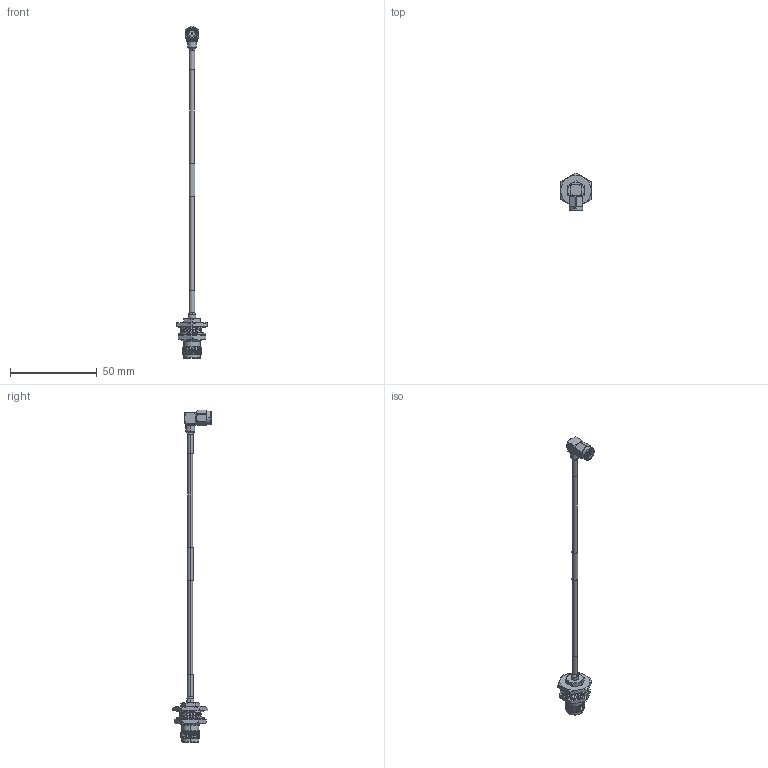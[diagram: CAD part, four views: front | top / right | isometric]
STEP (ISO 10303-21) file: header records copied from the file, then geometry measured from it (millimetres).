
FILE_DESCRIPTION (( 'STEP AP214' ), '1' );
FILE_NAME ('LCCA30627.step', '2020-05-06T20:33:03', ( '' ), ( '' ), 'SwSTEP 2.0', 'SolidWorks 2018', '' );
FILE_SCHEMA (( 'AUTOMOTIVE_DESIGN' ));
Length unit declared in the file: inch
Products named in the file (5): LCCN3063^LCCA30627_Heat Shrink; LC085TBJ^LCCA30627; LCCN3044^LCCA30627_Heat Shrink; LCCA30627; Label^LCCA30627
Assembly tree (4 placements, depth 2):
  LCCA30627
    LC085TBJ^LCCA30627
    Label^LCCA30627
    LCCN3063^LCCA30627_Heat Shrink
    LCCN3044^LCCA30627_Heat Shrink
Bounding box: 17.48 x 22.15 x 191.07 mm (x, y, z)
Volume: 4190.4 mm3; surface area: 5521.8 mm2
Topology: 9 solids, 10 shells, 491 faces, 1332 edges, 879 vertices
Faces by surface type: plane 212, cylinder 118, bspline 83, cone 74, torus 4
Entity records: 30964 total; most frequent: CARTESIAN_POINT 19179, ORIENTED_EDGE 2660, DIRECTION 1998, EDGE_CURVE 1330, VERTEX_POINT 879, AXIS2_PLACEMENT_3D 669, LINE 660, VECTOR 660
